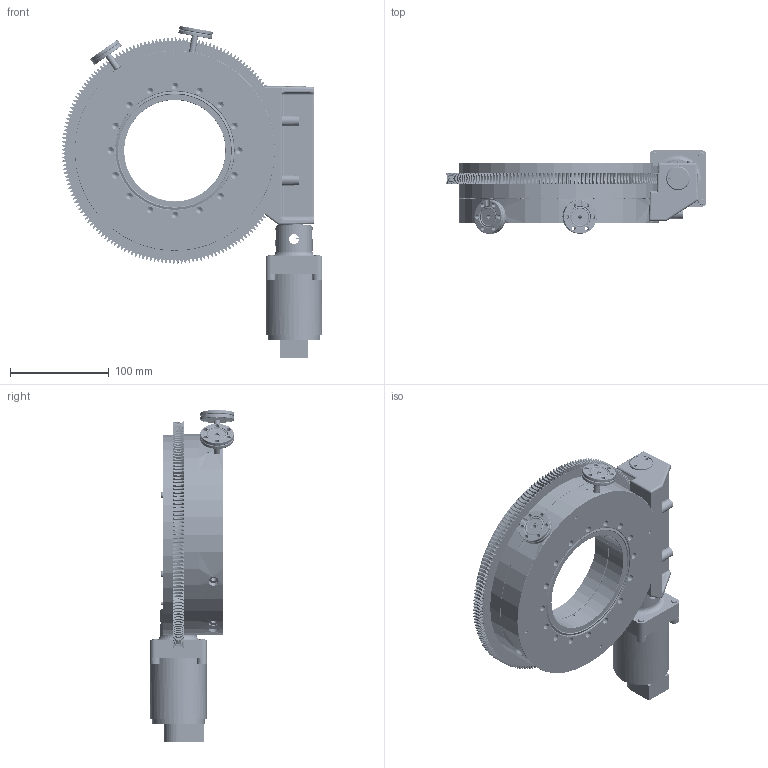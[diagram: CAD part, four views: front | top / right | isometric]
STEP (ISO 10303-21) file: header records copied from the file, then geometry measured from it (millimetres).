
FILE_DESCRIPTION((''),'2;1');
FILE_NAME('ZRP100E','2017-03-29T',('keith.feeley'),(''),'CREO PARAMETRIC BY PTC INC, 2015380','CREO PARAMETRIC BY PTC INC, 2015380','');
FILE_SCHEMA(('AUTOMOTIVE_DESIGN { 1 0 10303 214 1 1 1 1 }'));
Length unit declared in the file: millimetre
Products named in the file (1): ZRP100E
Bounding box: 263.52 x 84.8 x 335.57 mm (x, y, z)
Volume: 1399557.8 mm3; surface area: 434400.4 mm2
Topology: 7 solids, 190 shells, 4076 faces, 12484 edges, 8620 vertices
Faces by surface type: cylinder 2051, plane 1270, cone 376, torus 353, sphere 18, bspline 7, extrusion 1
Entity records: 158206 total; most frequent: CARTESIAN_POINT 43928, DIRECTION 24722, ORIENTED_EDGE 23642, EDGE_CURVE 12254, AXIS2_PLACEMENT_3D 10241, VERTEX_POINT 8620, CIRCLE 6172, EDGE_LOOP 4665
